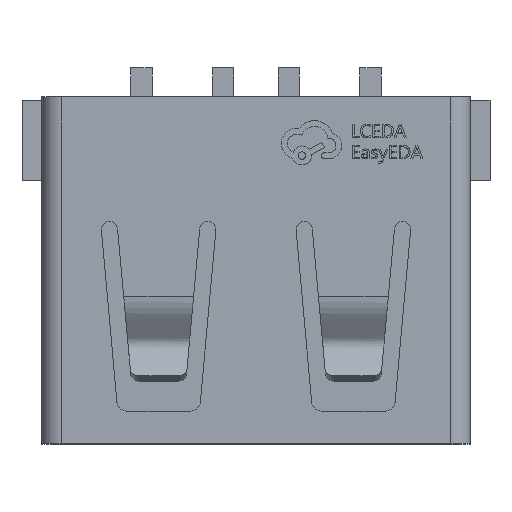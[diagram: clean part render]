
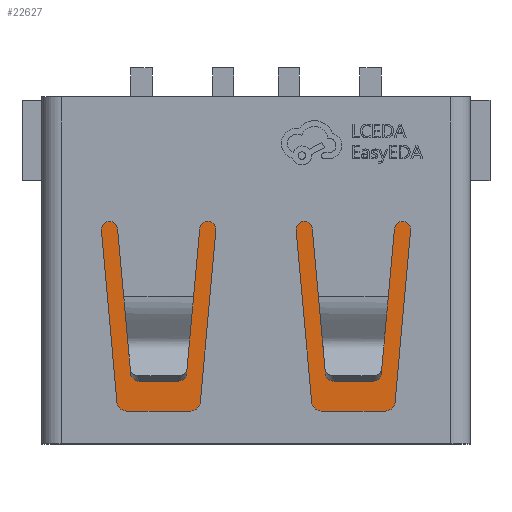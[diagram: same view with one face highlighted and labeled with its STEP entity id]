
A CAD part, top view. The second image highlights one B-rep face of the part: STEP entity #22627.
In plain terms, the highlighted planar face has unit normal (0, 0, 1).
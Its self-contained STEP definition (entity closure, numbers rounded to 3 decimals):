
#2079 = CARTESIAN_POINT ( 'NONE',  ( -5.5, -21.751, 5.27 ) ) ;
#2156 = LINE ( 'NONE', #30655, #15957 ) ;
#2726 = LINE ( 'NONE', #12362, #22866 ) ;
#3168 = EDGE_LOOP ( 'NONE', ( #20708, #15662, #36841, #27534 ) ) ;
#6556 = AXIS2_PLACEMENT_3D ( 'NONE', #2079, #31022, #21444 ) ;
#8256 = PLANE ( 'NONE',  #6556 ) ;
#8331 = DIRECTION ( 'NONE',  ( 1., 0., 0. ) ) ;
#11887 = FACE_OUTER_BOUND ( 'NONE', #3168, .T. ) ;
#12362 = CARTESIAN_POINT ( 'NONE',  ( -5.5, -2.55, 5.27 ) ) ;
#13770 = VERTEX_POINT ( 'NONE', #29963 ) ;
#14574 = CARTESIAN_POINT ( 'NONE',  ( 5.5, -9.6, 5.27 ) ) ;
#15006 = DIRECTION ( 'NONE',  ( 0., 1., 0. ) ) ;
#15022 = VECTOR ( 'NONE', #8331, 1000. ) ;
#15361 = DIRECTION ( 'NONE',  ( 0., -1., 0. ) ) ;
#15408 = LINE ( 'NONE', #14574, #15022 ) ;
#15662 = ORIENTED_EDGE ( 'NONE', *, *, #32878, .T. ) ;
#15793 = DIRECTION ( 'NONE',  ( -1., 0., 0. ) ) ;
#15957 = VECTOR ( 'NONE', #15006, 1000. ) ;
#18144 = CARTESIAN_POINT ( 'NONE',  ( 5.3, -9.6, 5.27 ) ) ;
#18236 = EDGE_CURVE ( 'NONE', #34312, #37433, #15408, .T. ) ;
#20708 = ORIENTED_EDGE ( 'NONE', *, *, #18236, .T. ) ;
#21444 = DIRECTION ( 'NONE',  ( -1., 0., 0. ) ) ;
#21899 = CARTESIAN_POINT ( 'NONE',  ( -5.3, -21.751, 5.27 ) ) ;
#22627 = ADVANCED_FACE ( 'NONE', ( #11887 ), #8256, .F. ) ;
#22866 = VECTOR ( 'NONE', #15793, 1000. ) ;
#24875 = LINE ( 'NONE', #21899, #31258 ) ;
#26462 = EDGE_CURVE ( 'NONE', #13770, #26969, #2726, .T. ) ;
#26969 = VERTEX_POINT ( 'NONE', #41660 ) ;
#27534 = ORIENTED_EDGE ( 'NONE', *, *, #37570, .T. ) ;
#29963 = CARTESIAN_POINT ( 'NONE',  ( 5.3, -2.55, 5.27 ) ) ;
#30655 = CARTESIAN_POINT ( 'NONE',  ( 5.3, -21.751, 5.27 ) ) ;
#31022 = DIRECTION ( 'NONE',  ( 0., 0., -1. ) ) ;
#31258 = VECTOR ( 'NONE', #15361, 1000. ) ;
#31504 = CARTESIAN_POINT ( 'NONE',  ( -5.3, -9.6, 5.27 ) ) ;
#32878 = EDGE_CURVE ( 'NONE', #37433, #13770, #2156, .T. ) ;
#34312 = VERTEX_POINT ( 'NONE', #31504 ) ;
#36841 = ORIENTED_EDGE ( 'NONE', *, *, #26462, .T. ) ;
#37433 = VERTEX_POINT ( 'NONE', #18144 ) ;
#37570 = EDGE_CURVE ( 'NONE', #26969, #34312, #24875, .T. ) ;
#41660 = CARTESIAN_POINT ( 'NONE',  ( -5.3, -2.55, 5.27 ) ) ;
